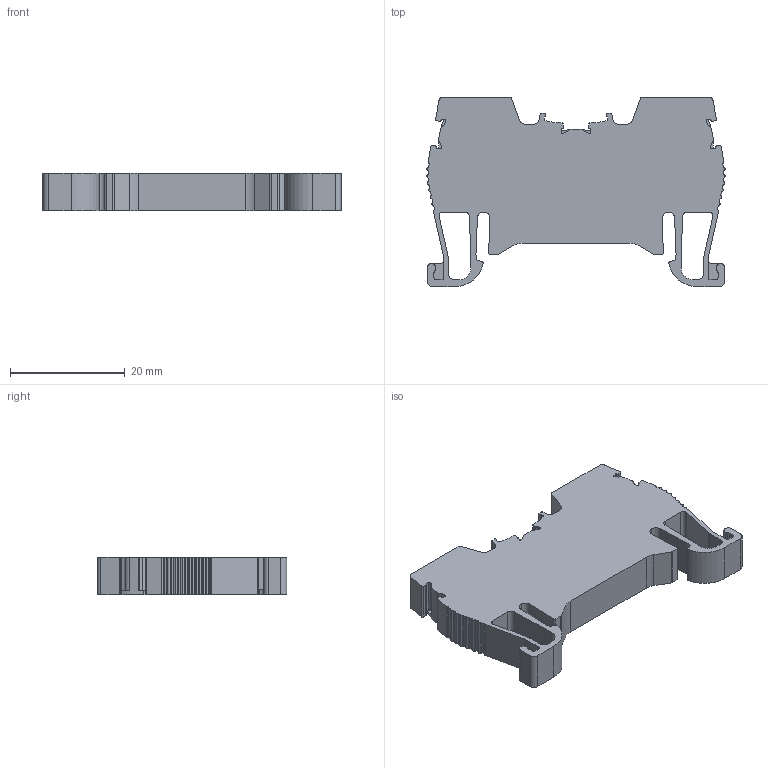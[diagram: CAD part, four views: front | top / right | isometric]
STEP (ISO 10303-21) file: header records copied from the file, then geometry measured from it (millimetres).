
FILE_DESCRIPTION (( 'STEP AP203' ), '1' );
FILE_NAME ('Yeni OPK 4.STEP', '2019-03-16T11:36:16', ( '' ), ( '' ), 'SwSTEP 2.0', 'SolidWorks 2011', '' );
FILE_SCHEMA (( 'CONFIG_CONTROL_DESIGN' ));
Length unit declared in the file: millimetre
Products named in the file (1): Yeni OPK 4
Bounding box: 52 x 33 x 6.6 mm (x, y, z)
Volume: 7135.2 mm3; surface area: 4825.3 mm2
Topology: 1 solids, 1 shells, 372 faces, 1092 edges, 728 vertices
Faces by surface type: cylinder 181, plane 177, bspline 8, cone 6
Entity records: 12726 total; most frequent: CARTESIAN_POINT 2470, ORIENTED_EDGE 2184, DIRECTION 2168, EDGE_CURVE 1092, AXIS2_PLACEMENT_3D 753, VERTEX_POINT 728, VECTOR 662, LINE 662
